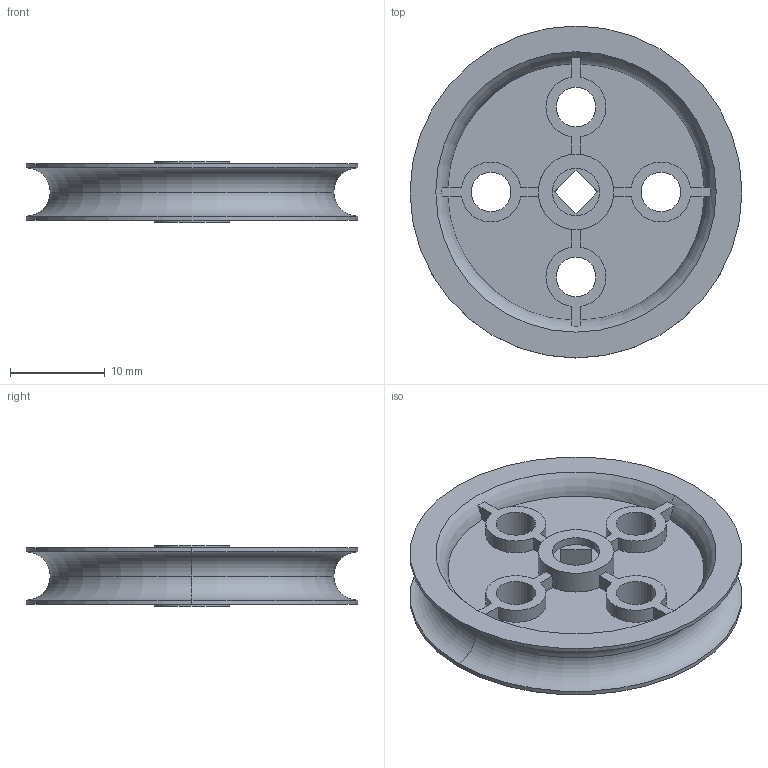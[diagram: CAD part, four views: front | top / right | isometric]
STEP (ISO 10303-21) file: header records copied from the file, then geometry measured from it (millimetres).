
FILE_DESCRIPTION (( 'STEP AP214' ), '1' );
FILE_NAME ('228-2500-165.STEP', '2014-03-06T18:57:12', ( '' ), ( '' ), 'SwSTEP 2.0', 'SolidWorks 2013', '' );
FILE_SCHEMA (( 'AUTOMOTIVE_DESIGN' ));
Length unit declared in the file: millimetre
Products named in the file (1): 228-2500-165
Bounding box: 35.1 x 35.1 x 6.35 mm (x, y, z)
Volume: 2302.8 mm3; surface area: 3681.6 mm2
Topology: 1 solids, 1 shells, 106 faces, 294 edges, 194 vertices
Faces by surface type: plane 58, cylinder 40, torus 8
Entity records: 3542 total; most frequent: CARTESIAN_POINT 675, DIRECTION 622, ORIENTED_EDGE 588, EDGE_CURVE 294, AXIS2_PLACEMENT_3D 237, VERTEX_POINT 194, LINE 148, VECTOR 148
